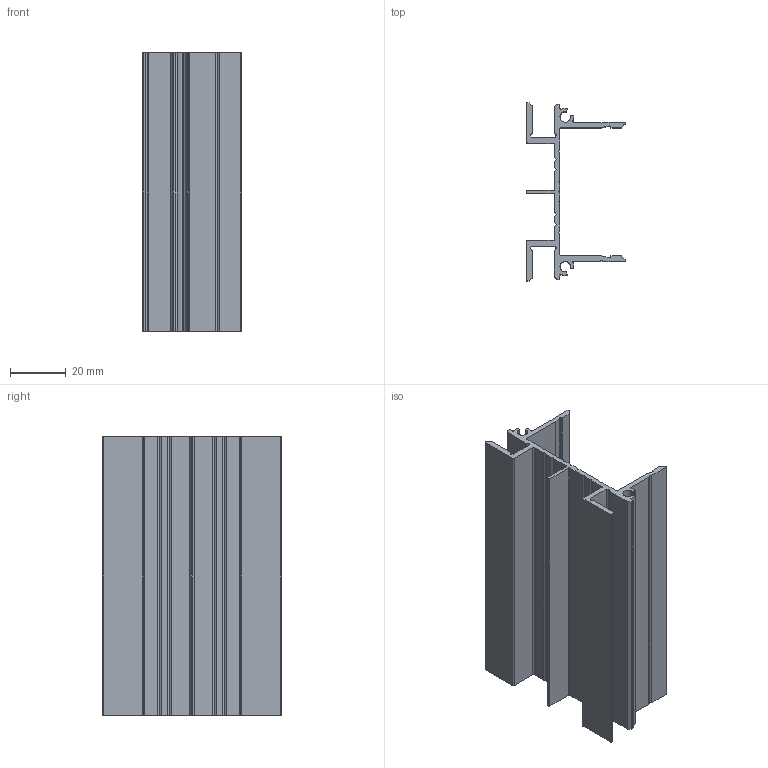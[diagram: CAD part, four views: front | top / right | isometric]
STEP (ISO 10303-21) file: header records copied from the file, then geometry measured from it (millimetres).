
FILE_DESCRIPTION (( 'STEP AP214' ), '1' );
FILE_NAME ('AL_KP5001-6000.STEP', '2024-03-14T14:25:21', ( '' ), ( '' ), 'SwSTEP 2.0', 'SolidWorks 2019', '' );
FILE_SCHEMA (( 'AUTOMOTIVE_DESIGN' ));
Length unit declared in the file: millimetre
Products named in the file (1): AL_KP5001-6000
Bounding box: 35.5 x 64 x 100 mm (x, y, z)
Volume: 31708.5 mm3; surface area: 35542.5 mm2
Topology: 1 solids, 1 shells, 151 faces, 447 edges, 298 vertices
Faces by surface type: plane 81, cylinder 70
Entity records: 5115 total; most frequent: CARTESIAN_POINT 897, ORIENTED_EDGE 894, DIRECTION 891, EDGE_CURVE 447, LINE 307, VECTOR 307, VERTEX_POINT 298, AXIS2_PLACEMENT_3D 292
